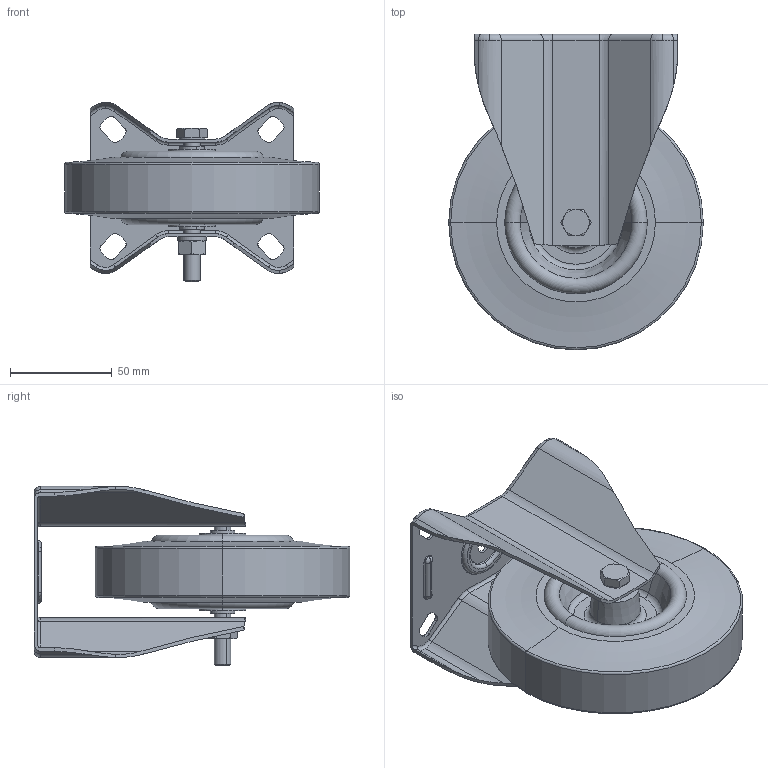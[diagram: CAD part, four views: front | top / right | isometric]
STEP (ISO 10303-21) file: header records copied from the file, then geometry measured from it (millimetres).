
FILE_DESCRIPTION (( 'STEP AP214' ), '1' );
FILE_NAME ('0023299_B-IV-HGK-125-G-rot.STEP', '2016-06-15T13:20:42', ( '' ), ( '' ), 'SwSTEP 2.0', 'SolidWorks 2016', '' );
FILE_SCHEMA (( 'AUTOMOTIVE_DESIGN' ));
Length unit declared in the file: millimetre
Products named in the file (1): 0023299_B-IV-HGK-125-G-rot
Bounding box: 125 x 155 x 88 mm (x, y, z)
Volume: 355412.6 mm3; surface area: 107463.2 mm2
Topology: 7 solids, 7 shells, 335 faces, 790 edges, 480 vertices
Faces by surface type: cylinder 126, torus 102, plane 75, cone 32
Entity records: 13735 total; most frequent: CARTESIAN_POINT 2082, DIRECTION 1808, ORIENTED_EDGE 1580, EDGE_CURVE 790, AXIS2_PLACEMENT_3D 778, VERTEX_POINT 480, CIRCLE 442, EDGE_LOOP 368
